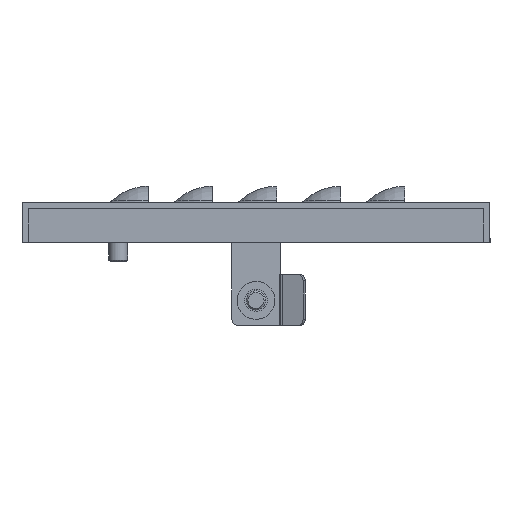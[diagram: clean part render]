
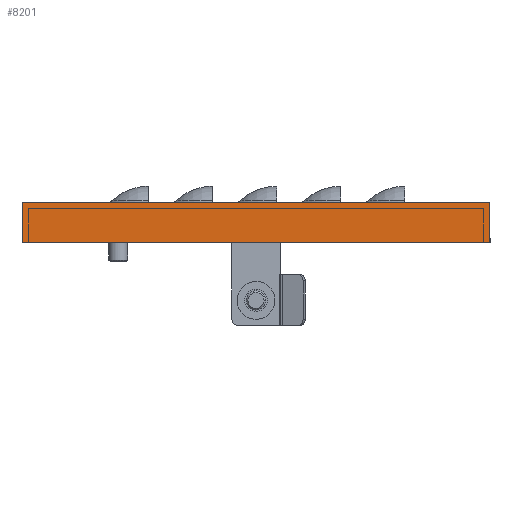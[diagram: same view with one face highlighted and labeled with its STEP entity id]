
A CAD part, left-side view. The second image highlights one B-rep face of the part: STEP entity #8201.
In plain terms, the highlighted planar face has unit normal (-1, 0, 0).
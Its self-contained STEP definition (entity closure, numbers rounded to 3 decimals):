
#1015 = CARTESIAN_POINT ( 'NONE',  ( -795., -146., 2.928 ) ) ;
#1176 = CARTESIAN_POINT ( 'NONE',  ( -795., -73., 0. ) ) ;
#2529 = VECTOR ( 'NONE', #25860, 1000. ) ;
#3543 = DIRECTION ( 'NONE',  ( 0., -1., 0. ) ) ;
#3796 = VECTOR ( 'NONE', #19434, 1000. ) ;
#4446 = CARTESIAN_POINT ( 'NONE',  ( -795., 0., 2.928 ) ) ;
#5043 = LINE ( 'NONE', #1015, #2529 ) ;
#5208 = PLANE ( 'NONE',  #26355 ) ;
#5512 = DIRECTION ( 'NONE',  ( 0., 0., 1. ) ) ;
#6070 = ORIENTED_EDGE ( 'NONE', *, *, #9629, .F. ) ;
#7982 = ORIENTED_EDGE ( 'NONE', *, *, #23781, .T. ) ;
#8201 = ADVANCED_FACE ( 'NONE', ( #16457 ), #5208, .F. ) ;
#9629 = EDGE_CURVE ( 'NONE', #24417, #29316, #5043, .T. ) ;
#9804 = EDGE_CURVE ( 'NONE', #20053, #29316, #17760, .T. ) ;
#12484 = CARTESIAN_POINT ( 'NONE',  ( -795., 0., 0. ) ) ;
#13090 = CARTESIAN_POINT ( 'NONE',  ( -795., -146., -12.5 ) ) ;
#14186 = CARTESIAN_POINT ( 'NONE',  ( -795., -146., 0. ) ) ;
#14946 = VECTOR ( 'NONE', #3543, 1000. ) ;
#16457 = FACE_OUTER_BOUND ( 'NONE', #19582, .T. ) ;
#17760 = LINE ( 'NONE', #28730, #14946 ) ;
#18222 = LINE ( 'NONE', #4446, #27983 ) ;
#19387 = CARTESIAN_POINT ( 'NONE',  ( -795., 0., -12.5 ) ) ;
#19434 = DIRECTION ( 'NONE',  ( 0., 1., 0. ) ) ;
#19582 = EDGE_LOOP ( 'NONE', ( #7982, #22389, #29032, #6070 ) ) ;
#20053 = VERTEX_POINT ( 'NONE', #19387 ) ;
#20475 = DIRECTION ( 'NONE',  ( 0., 0., -1. ) ) ;
#22389 = ORIENTED_EDGE ( 'NONE', *, *, #29097, .T. ) ;
#23496 = DIRECTION ( 'NONE',  ( 1., 0., 0. ) ) ;
#23781 = EDGE_CURVE ( 'NONE', #24417, #26154, #28284, .T. ) ;
#23803 = CARTESIAN_POINT ( 'NONE',  ( -795., -73., -2. ) ) ;
#24417 = VERTEX_POINT ( 'NONE', #14186 ) ;
#25860 = DIRECTION ( 'NONE',  ( 0., 0., -1. ) ) ;
#26154 = VERTEX_POINT ( 'NONE', #12484 ) ;
#26355 = AXIS2_PLACEMENT_3D ( 'NONE', #23803, #23496, #5512 ) ;
#27983 = VECTOR ( 'NONE', #20475, 1000. ) ;
#28284 = LINE ( 'NONE', #1176, #3796 ) ;
#28730 = CARTESIAN_POINT ( 'NONE',  ( -795., -73., -12.5 ) ) ;
#29032 = ORIENTED_EDGE ( 'NONE', *, *, #9804, .T. ) ;
#29097 = EDGE_CURVE ( 'NONE', #26154, #20053, #18222, .T. ) ;
#29316 = VERTEX_POINT ( 'NONE', #13090 ) ;
